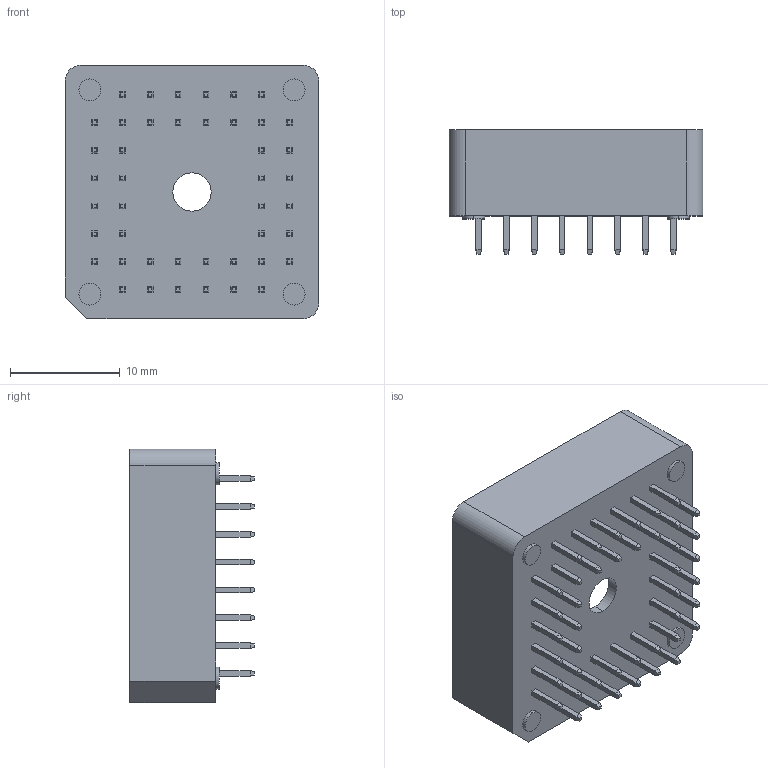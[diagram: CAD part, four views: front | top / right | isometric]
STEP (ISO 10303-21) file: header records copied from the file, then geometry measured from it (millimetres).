
FILE_DESCRIPTION (( 'STEP AP214' ), '1' );
FILE_NAME ('PLCC-44-R.STEP', '2023-08-31T09:11:18', ( '' ), ( '' ), 'SwSTEP 2.0', 'SolidWorks 2021', '' );
FILE_SCHEMA (( 'AUTOMOTIVE_DESIGN' ));
Length unit declared in the file: millimetre
Products named in the file (1): PLCC-44-R
Bounding box: 23.18 x 11.35 x 23.18 mm (x, y, z)
Volume: 2008.6 mm3; surface area: 5583 mm2
Topology: 89 solids, 89 shells, 1042 faces, 2377 edges, 1525 vertices
Faces by surface type: plane 1014, cylinder 28
Entity records: 29295 total; most frequent: CARTESIAN_POINT 4945, ORIENTED_EDGE 4754, DIRECTION 4519, EDGE_CURVE 2377, VECTOR 2321, LINE 2321, VERTEX_POINT 1525, AXIS2_PLACEMENT_3D 1099
